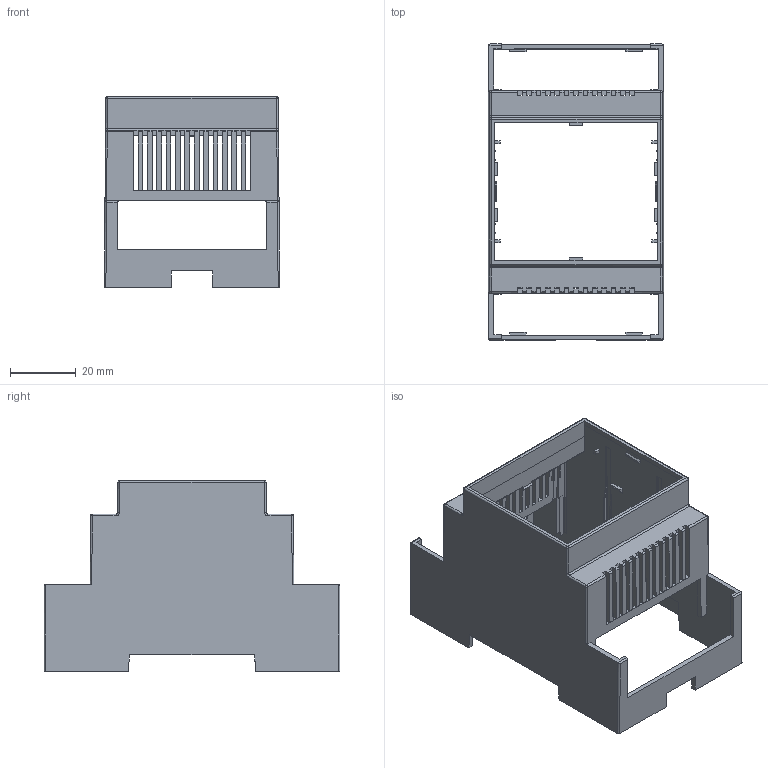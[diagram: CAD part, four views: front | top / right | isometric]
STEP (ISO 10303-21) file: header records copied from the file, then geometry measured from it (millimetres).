
FILE_DESCRIPTION(('FreeCAD Model'),'2;1');
FILE_NAME('CNMB-3V-2-Top.step','2020-07-31T15:03:25',('kicad StepUp'),('ksu MCAD'), 'Open CASCADE STEP processor 7.4','FreeCAD','Unknown');
FILE_SCHEMA(('AUTOMOTIVE_DESIGN { 1 0 10303 214 1 1 1 1 }'));
Products named in the file (1): CNMB-3V-2-Top
Bounding box: 53.41 x 90 x 58 mm (x, y, z)
Volume: 10.8 mm3; surface area: 28421.7 mm2
Topology: 6 solids, 7 shells, 507 faces, 4606 edges, 13264 vertices
Faces by surface type: plane 393, cylinder 100, bspline 14
Entity records: 64437 total; most frequent: CARTESIAN_POINT 22575, DIRECTION 5067, LINE 4011, VECTOR 4011, GEOMETRIC_CURVE_SET 3067, ORIENTED_EDGE 3066, TRIMMED_CURVE 3066, STYLED_ITEM 1543
